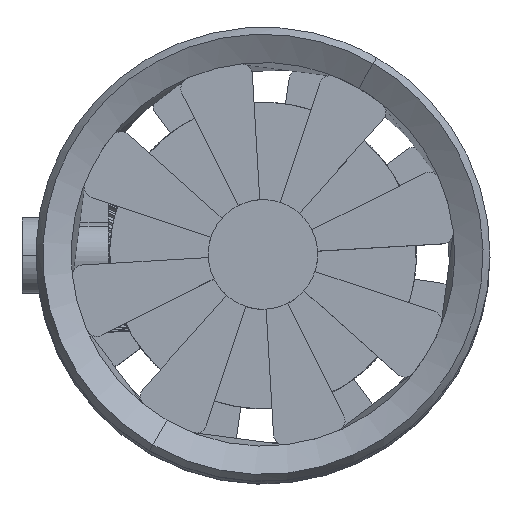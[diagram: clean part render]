
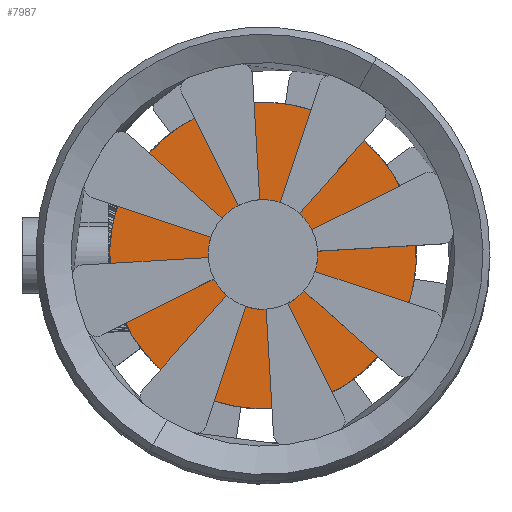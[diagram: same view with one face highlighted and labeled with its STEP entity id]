
A CAD part, top view. The second image highlights one B-rep face of the part: STEP entity #7987.
In plain terms, the highlighted free-form (B-spline) face has degree [1, 1] with [2, 2] control points.
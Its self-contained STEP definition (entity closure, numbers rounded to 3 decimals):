
#7987 = ADVANCED_FACE('',(#7988,#8010),#8032,.F.);
#7988 = FACE_BOUND('',#7989,.F.);
#7989 = EDGE_LOOP('',(#7990,#8002));
#7990 = ORIENTED_EDGE('',*,*,#7991,.T.);
#7991 = EDGE_CURVE('',#7992,#7994,#7996,.T.);
#7992 = VERTEX_POINT('',#7993);
#7993 = CARTESIAN_POINT('',(121.415,-44.571,
    -364.383));
#7994 = VERTEX_POINT('',#7995);
#7995 = CARTESIAN_POINT('',(-121.415,44.571,
    -364.383));
#7996 = ( BOUNDED_CURVE() B_SPLINE_CURVE(2,(#7997,#7998,#7999,#8000,
#8001),.UNSPECIFIED.,.F.,.F.) B_SPLINE_CURVE_WITH_KNOTS((3,2,3),(0.,
1.571,3.142),.PIECEWISE_BEZIER_KNOTS.) CURVE() 
GEOMETRIC_REPRESENTATION_ITEM() RATIONAL_B_SPLINE_CURVE((1.,
0.707,1.,0.707,1.)) REPRESENTATION_ITEM('') );
#7997 = CARTESIAN_POINT('',(121.415,-44.571,
    -364.383));
#7998 = CARTESIAN_POINT('',(76.844,-165.985,
    -364.383));
#7999 = CARTESIAN_POINT('',(-44.571,-121.415,
    -364.383));
#8000 = CARTESIAN_POINT('',(-165.985,-76.844,
    -364.383));
#8001 = CARTESIAN_POINT('',(-121.415,44.571,
    -364.383));
#8002 = ORIENTED_EDGE('',*,*,#8003,.T.);
#8003 = EDGE_CURVE('',#7994,#7992,#8004,.T.);
#8004 = ( BOUNDED_CURVE() B_SPLINE_CURVE(2,(#8005,#8006,#8007,#8008,
#8009),.UNSPECIFIED.,.F.,.F.) B_SPLINE_CURVE_WITH_KNOTS((3,2,3),(0.,
1.571,3.142),.PIECEWISE_BEZIER_KNOTS.) CURVE() 
GEOMETRIC_REPRESENTATION_ITEM() RATIONAL_B_SPLINE_CURVE((1.,
0.707,1.,0.707,1.)) REPRESENTATION_ITEM('') );
#8005 = CARTESIAN_POINT('',(-121.415,44.571,
    -364.383));
#8006 = CARTESIAN_POINT('',(-76.844,165.985,
    -364.383));
#8007 = CARTESIAN_POINT('',(44.571,121.415,
    -364.383));
#8008 = CARTESIAN_POINT('',(165.985,76.844,
    -364.383));
#8009 = CARTESIAN_POINT('',(121.415,-44.571,
    -364.383));
#8010 = FACE_BOUND('',#8011,.F.);
#8011 = EDGE_LOOP('',(#8012,#8024));
#8012 = ORIENTED_EDGE('',*,*,#8013,.T.);
#8013 = EDGE_CURVE('',#8014,#8016,#8018,.T.);
#8014 = VERTEX_POINT('',#8015);
#8015 = CARTESIAN_POINT('',(-9.551,-26.017,
    -364.383));
#8016 = VERTEX_POINT('',#8017);
#8017 = CARTESIAN_POINT('',(9.551,26.017,
    -364.383));
#8018 = ( BOUNDED_CURVE() B_SPLINE_CURVE(2,(#8019,#8020,#8021,#8022,
#8023),.UNSPECIFIED.,.F.,.F.) B_SPLINE_CURVE_WITH_KNOTS((3,2,3),(0.,
1.571,3.142),.PIECEWISE_BEZIER_KNOTS.) CURVE() 
GEOMETRIC_REPRESENTATION_ITEM() RATIONAL_B_SPLINE_CURVE((1.,
0.707,1.,0.707,1.)) REPRESENTATION_ITEM('') );
#8019 = CARTESIAN_POINT('',(-9.551,-26.017,
    -364.383));
#8020 = CARTESIAN_POINT('',(16.467,-35.568,
    -364.383));
#8021 = CARTESIAN_POINT('',(26.017,-9.551,
    -364.383));
#8022 = CARTESIAN_POINT('',(35.568,16.467,
    -364.383));
#8023 = CARTESIAN_POINT('',(9.551,26.017,
    -364.383));
#8024 = ORIENTED_EDGE('',*,*,#8025,.T.);
#8025 = EDGE_CURVE('',#8016,#8014,#8026,.T.);
#8026 = ( BOUNDED_CURVE() B_SPLINE_CURVE(2,(#8027,#8028,#8029,#8030,
#8031),.UNSPECIFIED.,.F.,.F.) B_SPLINE_CURVE_WITH_KNOTS((3,2,3),(0.,
1.571,3.142),.PIECEWISE_BEZIER_KNOTS.) CURVE() 
GEOMETRIC_REPRESENTATION_ITEM() RATIONAL_B_SPLINE_CURVE((1.,
0.707,1.,0.707,1.)) REPRESENTATION_ITEM('') );
#8027 = CARTESIAN_POINT('',(9.551,26.017,
    -364.383));
#8028 = CARTESIAN_POINT('',(-16.467,35.568,
    -364.383));
#8029 = CARTESIAN_POINT('',(-26.017,9.551,
    -364.383));
#8030 = CARTESIAN_POINT('',(-35.568,-16.467,
    -364.383));
#8031 = CARTESIAN_POINT('',(-9.551,-26.017,
    -364.383));
#8032 = B_SPLINE_SURFACE_WITH_KNOTS('',1,1,(
    (#8033,#8034)
    ,(#8035,#8036
    )),.UNSPECIFIED.,.F.,.F.,.F.,(2,2),(2,2),(-140.,140.),(-140.,140.),
  .PIECEWISE_BEZIER_KNOTS.);
#8033 = CARTESIAN_POINT('',(-76.844,165.985,
    -364.383));
#8034 = CARTESIAN_POINT('',(-165.985,-76.844,
    -364.383));
#8035 = CARTESIAN_POINT('',(165.985,76.844,
    -364.383));
#8036 = CARTESIAN_POINT('',(76.844,-165.985,
    -364.383));
